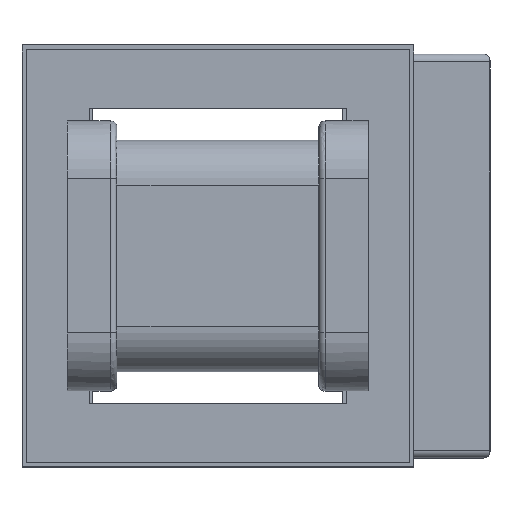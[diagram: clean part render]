
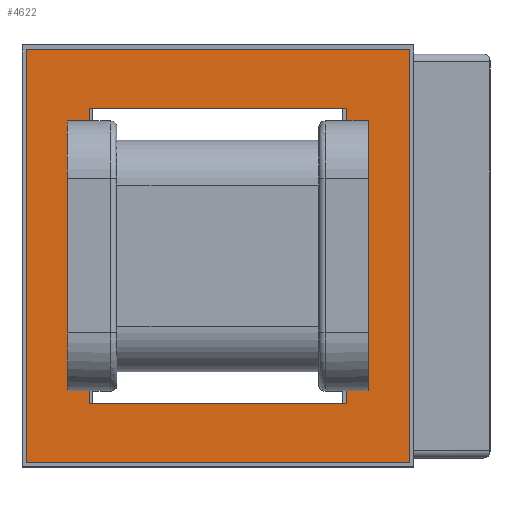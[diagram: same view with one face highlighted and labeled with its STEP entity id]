
A CAD part, top view. The second image highlights one B-rep face of the part: STEP entity #4622.
In plain terms, the highlighted face is planar.
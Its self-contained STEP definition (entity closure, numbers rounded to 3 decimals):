
#407=LINE('',#6693,#805);
#410=LINE('',#6699,#808);
#411=LINE('',#6701,#809);
#426=LINE('',#6732,#824);
#427=LINE('',#6735,#825);
#428=LINE('',#6737,#826);
#429=LINE('',#6739,#827);
#430=LINE('',#6740,#828);
#431=LINE('',#6743,#829);
#432=LINE('',#6745,#830);
#433=LINE('',#6747,#831);
#434=LINE('',#6748,#832);
#805=VECTOR('',#5693,1000.);
#808=VECTOR('',#5698,1000.);
#809=VECTOR('',#5701,1000.);
#824=VECTOR('',#5720,1000.);
#825=VECTOR('',#5721,1000.);
#826=VECTOR('',#5722,1000.);
#827=VECTOR('',#5723,1000.);
#828=VECTOR('',#5724,1000.);
#829=VECTOR('',#5725,1000.);
#830=VECTOR('',#5726,1000.);
#831=VECTOR('',#5727,1000.);
#832=VECTOR('',#5728,1000.);
#1714=ORIENTED_EDGE('',*,*,#2246,.F.);
#1715=ORIENTED_EDGE('',*,*,#2247,.T.);
#1716=ORIENTED_EDGE('',*,*,#2248,.F.);
#1717=ORIENTED_EDGE('',*,*,#2249,.F.);
#1718=ORIENTED_EDGE('',*,*,#2250,.F.);
#1719=ORIENTED_EDGE('',*,*,#2251,.T.);
#1720=ORIENTED_EDGE('',*,*,#2252,.F.);
#1721=ORIENTED_EDGE('',*,*,#2253,.F.);
#1722=ORIENTED_EDGE('',*,*,#2227,.F.);
#1723=ORIENTED_EDGE('',*,*,#2254,.T.);
#1724=ORIENTED_EDGE('',*,*,#2231,.F.);
#1725=ORIENTED_EDGE('',*,*,#2230,.F.);
#2227=EDGE_CURVE('',#2555,#2552,#407,.T.);
#2230=EDGE_CURVE('',#2552,#2556,#410,.T.);
#2231=EDGE_CURVE('',#2556,#2558,#411,.T.);
#2246=EDGE_CURVE('',#2572,#2573,#426,.T.);
#2247=EDGE_CURVE('',#2572,#2574,#427,.T.);
#2248=EDGE_CURVE('',#2575,#2574,#428,.T.);
#2249=EDGE_CURVE('',#2573,#2575,#429,.T.);
#2250=EDGE_CURVE('',#2576,#2577,#430,.T.);
#2251=EDGE_CURVE('',#2576,#2578,#431,.T.);
#2252=EDGE_CURVE('',#2579,#2578,#432,.T.);
#2253=EDGE_CURVE('',#2577,#2579,#433,.T.);
#2254=EDGE_CURVE('',#2555,#2558,#434,.T.);
#2552=VERTEX_POINT('',#6687);
#2555=VERTEX_POINT('',#6692);
#2556=VERTEX_POINT('',#6696);
#2558=VERTEX_POINT('',#6702);
#2572=VERTEX_POINT('',#6733);
#2573=VERTEX_POINT('',#6734);
#2574=VERTEX_POINT('',#6736);
#2575=VERTEX_POINT('',#6738);
#2576=VERTEX_POINT('',#6741);
#2577=VERTEX_POINT('',#6742);
#2578=VERTEX_POINT('',#6744);
#2579=VERTEX_POINT('',#6746);
#2832=EDGE_LOOP('',(#1714,#1715,#1716,#1717));
#2833=EDGE_LOOP('',(#1718,#1719,#1720,#1721));
#2834=EDGE_LOOP('',(#1722,#1723,#1724,#1725));
#3028=FACE_BOUND('',#2832,.T.);
#3029=FACE_BOUND('',#2833,.T.);
#3030=FACE_BOUND('',#2834,.T.);
#3178=PLANE('',#4879);
#4622=ADVANCED_FACE('',(#3028,#3029,#3030),#3178,.F.);
#4879=AXIS2_PLACEMENT_3D('',#6731,#5718,#5719);
#5693=DIRECTION('',(-1.,0.,0.));
#5698=DIRECTION('',(0.,0.,-1.));
#5701=DIRECTION('',(1.,0.,0.));
#5718=DIRECTION('',(0.,-1.,0.));
#5719=DIRECTION('',(1.,0.,0.));
#5720=DIRECTION('',(-1.,0.,0.));
#5721=DIRECTION('',(0.,0.,1.));
#5722=DIRECTION('',(1.,0.,0.));
#5723=DIRECTION('',(0.,0.,1.));
#5724=DIRECTION('',(-1.,0.,0.));
#5725=DIRECTION('',(0.,0.,1.));
#5726=DIRECTION('',(1.,0.,0.));
#5727=DIRECTION('',(0.,0.,1.));
#5728=DIRECTION('',(0.,0.,-1.));
#6687=CARTESIAN_POINT('',(-8.947,9.7,8.2));
#6692=CARTESIAN_POINT('',(6.253,9.7,8.2));
#6693=CARTESIAN_POINT('',(-1.347,9.7,8.2));
#6696=CARTESIAN_POINT('',(-8.947,9.7,-8.2));
#6699=CARTESIAN_POINT('',(-8.947,9.7,8.2));
#6701=CARTESIAN_POINT('',(-8.947,9.7,-8.2));
#6702=CARTESIAN_POINT('',(6.253,9.7,-8.2));
#6731=CARTESIAN_POINT('',(-1.347,9.7,8.2));
#6732=CARTESIAN_POINT('',(-1.347,9.7,-5.85));
#6733=CARTESIAN_POINT('',(3.753,9.7,-5.85));
#6734=CARTESIAN_POINT('',(-6.447,9.7,-5.85));
#6735=CARTESIAN_POINT('',(3.753,9.7,-5.85));
#6736=CARTESIAN_POINT('',(3.753,9.7,-2.1));
#6737=CARTESIAN_POINT('',(-6.447,9.7,-2.1));
#6738=CARTESIAN_POINT('',(-6.447,9.7,-2.1));
#6739=CARTESIAN_POINT('',(-6.447,9.7,-5.85));
#6740=CARTESIAN_POINT('',(-1.347,9.7,2.1));
#6741=CARTESIAN_POINT('',(3.753,9.7,2.1));
#6742=CARTESIAN_POINT('',(-6.447,9.7,2.1));
#6743=CARTESIAN_POINT('',(3.753,9.7,2.1));
#6744=CARTESIAN_POINT('',(3.753,9.7,5.85));
#6745=CARTESIAN_POINT('',(-6.447,9.7,5.85));
#6746=CARTESIAN_POINT('',(-6.447,9.7,5.85));
#6747=CARTESIAN_POINT('',(-6.447,9.7,2.1));
#6748=CARTESIAN_POINT('',(6.253,9.7,8.2));
